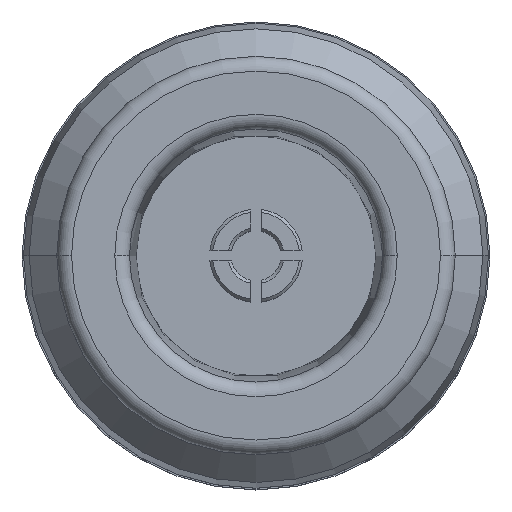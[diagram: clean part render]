
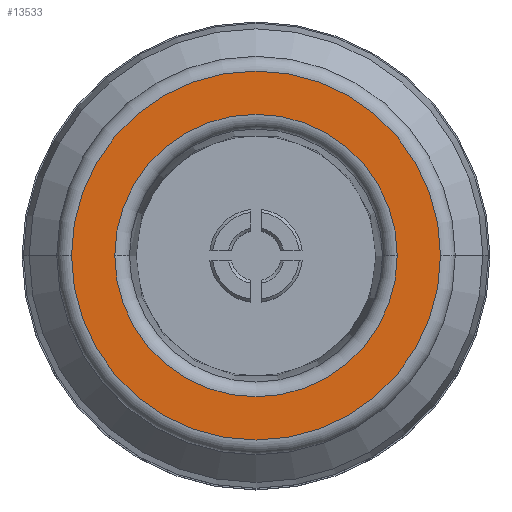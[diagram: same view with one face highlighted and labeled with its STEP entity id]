
A CAD part, top view. The second image highlights one B-rep face of the part: STEP entity #13533.
In plain terms, the highlighted planar face has unit normal (0, 0, 1).
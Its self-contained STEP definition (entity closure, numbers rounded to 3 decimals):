
#144 = CIRCLE ( 'NONE', #2053, 6.25 ) ;
#240 = CARTESIAN_POINT ( 'NONE',  ( 0., 0., 0. ) ) ;
#1325 = DIRECTION ( 'NONE',  ( -1., 0., 0. ) ) ;
#1690 = DIRECTION ( 'NONE',  ( -1., 0., 0. ) ) ;
#2053 = AXIS2_PLACEMENT_3D ( 'NONE', #16449, #6561, #10809 ) ;
#2268 = EDGE_CURVE ( 'NONE', #13795, #17906, #144, .T. ) ;
#2823 = VERTEX_POINT ( 'NONE', #13355 ) ;
#3831 = AXIS2_PLACEMENT_3D ( 'NONE', #240, #10206, #1690 ) ;
#4224 = VERTEX_POINT ( 'NONE', #11657 ) ;
#4276 = CARTESIAN_POINT ( 'NONE',  ( 0., 0., 0. ) ) ;
#4294 = DIRECTION ( 'NONE',  ( 0., 0., -1. ) ) ;
#5606 = AXIS2_PLACEMENT_3D ( 'NONE', #4276, #14221, #5732 ) ;
#5732 = DIRECTION ( 'NONE',  ( -1., 0., 0. ) ) ;
#6184 = EDGE_LOOP ( 'NONE', ( #6963, #16682 ) ) ;
#6561 = DIRECTION ( 'NONE',  ( 0., 0., 1. ) ) ;
#6646 = CIRCLE ( 'NONE', #5606, 6.25 ) ;
#6936 = EDGE_LOOP ( 'NONE', ( #13074, #15772 ) ) ;
#6963 = ORIENTED_EDGE ( 'NONE', *, *, #16014, .T. ) ;
#7207 = CIRCLE ( 'NONE', #18499, 4.785 ) ;
#7964 = CARTESIAN_POINT ( 'NONE',  ( -6.25, 0., 0. ) ) ;
#9856 = DIRECTION ( 'NONE',  ( 0., 0., -1. ) ) ;
#10206 = DIRECTION ( 'NONE',  ( 0., 0., -1. ) ) ;
#10235 = EDGE_CURVE ( 'NONE', #4224, #2823, #7207, .T. ) ;
#10499 = FACE_BOUND ( 'NONE', #6184, .T. ) ;
#10809 = DIRECTION ( 'NONE',  ( -1., 0., 0. ) ) ;
#11224 = PLANE ( 'NONE',  #17377 ) ;
#11585 = CARTESIAN_POINT ( 'NONE',  ( 6.25, 0., 0. ) ) ;
#11657 = CARTESIAN_POINT ( 'NONE',  ( 4.785, 0., 0. ) ) ;
#12511 = EDGE_CURVE ( 'NONE', #17906, #13795, #6646, .T. ) ;
#12697 = CIRCLE ( 'NONE', #3831, 4.785 ) ;
#12805 = CARTESIAN_POINT ( 'NONE',  ( 0., 0., 0. ) ) ;
#13074 = ORIENTED_EDGE ( 'NONE', *, *, #2268, .T. ) ;
#13355 = CARTESIAN_POINT ( 'NONE',  ( -4.785, 0., 0. ) ) ;
#13533 = ADVANCED_FACE ( 'NONE', ( #10499, #14282 ), #11224, .F. ) ;
#13795 = VERTEX_POINT ( 'NONE', #7964 ) ;
#14221 = DIRECTION ( 'NONE',  ( 0., 0., 1. ) ) ;
#14241 = DIRECTION ( 'NONE',  ( -1., 0., 0. ) ) ;
#14282 = FACE_OUTER_BOUND ( 'NONE', #6936, .T. ) ;
#15772 = ORIENTED_EDGE ( 'NONE', *, *, #12511, .T. ) ;
#16014 = EDGE_CURVE ( 'NONE', #2823, #4224, #12697, .T. ) ;
#16449 = CARTESIAN_POINT ( 'NONE',  ( 0., 0., 0. ) ) ;
#16682 = ORIENTED_EDGE ( 'NONE', *, *, #10235, .T. ) ;
#17377 = AXIS2_PLACEMENT_3D ( 'NONE', #18382, #9856, #1325 ) ;
#17906 = VERTEX_POINT ( 'NONE', #11585 ) ;
#18382 = CARTESIAN_POINT ( 'NONE',  ( 0., 0., 0. ) ) ;
#18499 = AXIS2_PLACEMENT_3D ( 'NONE', #12805, #4294, #14241 ) ;
